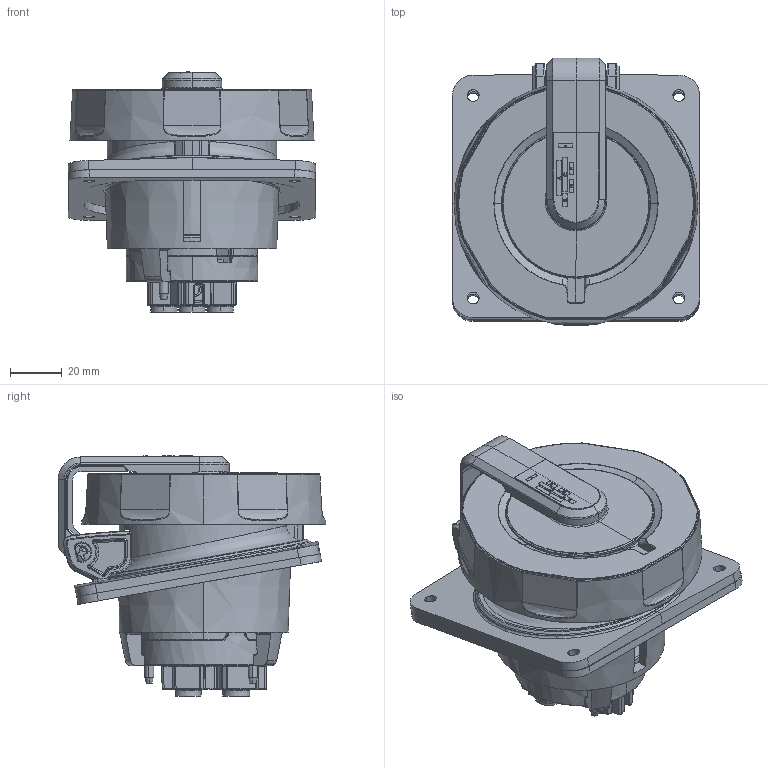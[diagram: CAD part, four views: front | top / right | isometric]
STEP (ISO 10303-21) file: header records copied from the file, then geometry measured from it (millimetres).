
FILE_DESCRIPTION (( 'STEP AP214' ), '1' );
FILE_NAME ('ORB4420-M02.STEP', '2019-03-04T21:00:20', ( '' ), ( '' ), 'SwSTEP 2.0', 'SolidWorks 2017', '' );
FILE_SCHEMA (( 'AUTOMOTIVE_DESIGN' ));
Length unit declared in the file: inch
Products named in the file (1): ORB4420-M02
Bounding box: 95.25 x 103.17 x 92.49 mm (x, y, z)
Surface area: 82119.6 mm2 (no closed solid volume)
Topology: 0 solids, 37 shells, 1231 faces, 3954 edges, 2665 vertices
Faces by surface type: cylinder 340, bspline 330, plane 299, cone 132, torus 115, sphere 15
Entity records: 77385 total; most frequent: CARTESIAN_POINT 31030, ORIENTED_EDGE 6379, DIRECTION 5619, EDGE_CURVE 3947, VERTEX_POINT 2665, AXIS2_PLACEMENT_3D 2123, VECTOR 1373, LINE 1373
